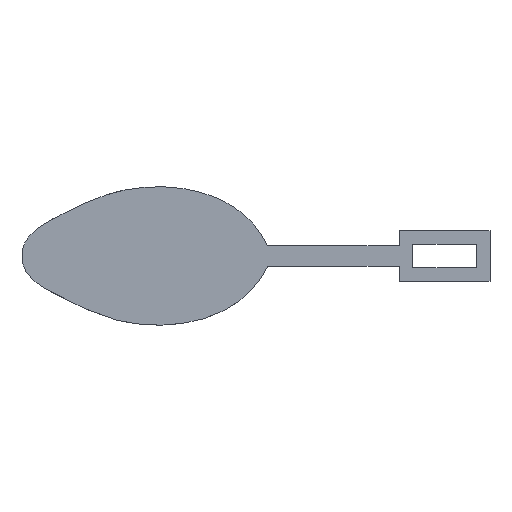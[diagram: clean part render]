
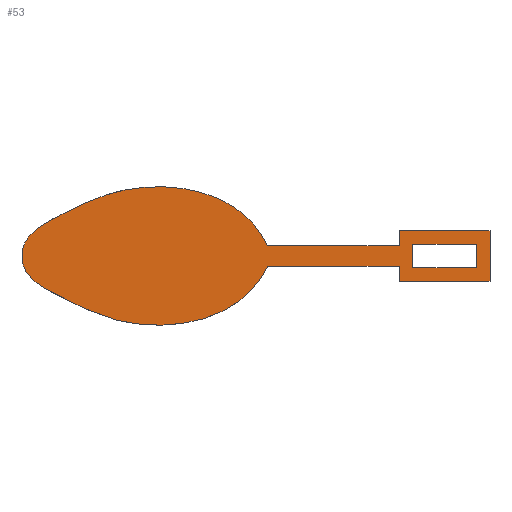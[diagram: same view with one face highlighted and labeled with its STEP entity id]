
A CAD part, top view. The second image highlights one B-rep face of the part: STEP entity #53.
In plain terms, the highlighted planar face has unit normal (0, 0, 1).
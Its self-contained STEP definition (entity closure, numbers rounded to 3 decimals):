
#53=ADVANCED_FACE('',(#69,#71),#73,.T.);
#69=FACE_BOUND('',#70,.T.);
#70=EDGE_LOOP('',(#183,#184,#185,#186,#187,#188,#189,#190,#191,#192));
#71=FACE_BOUND('',#72,.T.);
#72=EDGE_LOOP('',(#193,#194,#195,#196));
#73=PLANE('',#74);
#74=AXIS2_PLACEMENT_3D('',#75,#76,#77);
#75=CARTESIAN_POINT('',(0.,0.,2.));
#76=DIRECTION('',(0.,0.,1.));
#77=DIRECTION('',(-1.,0.,0.));
#183=ORIENTED_EDGE('',*,*,#279,.T.);
#184=ORIENTED_EDGE('',*,*,#280,.T.);
#185=ORIENTED_EDGE('',*,*,#281,.T.);
#186=ORIENTED_EDGE('',*,*,#282,.T.);
#187=ORIENTED_EDGE('',*,*,#283,.T.);
#188=ORIENTED_EDGE('',*,*,#284,.T.);
#189=ORIENTED_EDGE('',*,*,#285,.T.);
#190=ORIENTED_EDGE('',*,*,#286,.T.);
#191=ORIENTED_EDGE('',*,*,#287,.T.);
#192=ORIENTED_EDGE('',*,*,#288,.T.);
#193=ORIENTED_EDGE('',*,*,#289,.T.);
#194=ORIENTED_EDGE('',*,*,#290,.T.);
#195=ORIENTED_EDGE('',*,*,#291,.T.);
#196=ORIENTED_EDGE('',*,*,#292,.T.);
#279=EDGE_CURVE('',#321,#322,#323,.T.);
#280=EDGE_CURVE('',#322,#324,#325,.T.);
#281=EDGE_CURVE('',#324,#326,#327,.T.);
#282=EDGE_CURVE('',#326,#328,#329,.T.);
#283=EDGE_CURVE('',#328,#330,#331,.T.);
#284=EDGE_CURVE('',#330,#332,#333,.T.);
#285=EDGE_CURVE('',#332,#334,#335,.T.);
#286=EDGE_CURVE('',#334,#336,#337,.T.);
#287=EDGE_CURVE('',#336,#338,#339,.T.);
#288=EDGE_CURVE('',#338,#321,#340,.T.);
#289=EDGE_CURVE('',#341,#342,#343,.T.);
#290=EDGE_CURVE('',#342,#344,#345,.T.);
#291=EDGE_CURVE('',#344,#346,#347,.T.);
#292=EDGE_CURVE('',#346,#341,#348,.T.);
#321=VERTEX_POINT('',#391);
#322=VERTEX_POINT('',#392);
#323=LINE('',#393,#394);
#324=VERTEX_POINT('',#396);
#325=LINE('',#397,#398);
#326=VERTEX_POINT('',#400);
#327=B_SPLINE_CURVE_WITH_KNOTS('',3,
(#401,#402,#403,#404,#405,#406),
.UNSPECIFIED.,.F.,.F.,
(4,1,1,4),
(0.,0.586,0.822,1.),
.UNSPECIFIED.);
#328=VERTEX_POINT('',#407);
#329=LINE('',#408,#409);
#330=VERTEX_POINT('',#411);
#331=B_SPLINE_CURVE_WITH_KNOTS('',3,
(#412,#413,#414,#415,#416,#417),
.UNSPECIFIED.,.F.,.F.,
(4,1,1,4),
(0.,0.178,0.414,1.),
.UNSPECIFIED.);
#332=VERTEX_POINT('',#418);
#333=LINE('',#419,#420);
#334=VERTEX_POINT('',#422);
#335=LINE('',#423,#424);
#336=VERTEX_POINT('',#426);
#337=LINE('',#427,#428);
#338=VERTEX_POINT('',#430);
#339=LINE('',#431,#432);
#340=LINE('',#434,#435);
#341=VERTEX_POINT('',#437);
#342=VERTEX_POINT('',#438);
#343=LINE('',#439,#440);
#344=VERTEX_POINT('',#442);
#345=LINE('',#443,#444);
#346=VERTEX_POINT('',#446);
#347=LINE('',#447,#448);
#348=LINE('',#450,#451);
#391=CARTESIAN_POINT('',(-7.5,1.5,2.));
#392=CARTESIAN_POINT('',(-7.5,0.,2.));
#393=CARTESIAN_POINT('',(-7.5,1.5,2.));
#394=VECTOR('',#395,1.);
#395=DIRECTION('',(0.,-1.,0.));
#396=CARTESIAN_POINT('',(-20.54,0.,2.));
#397=CARTESIAN_POINT('',(-7.5,0.,2.));
#398=VECTOR('',#399,1.);
#399=DIRECTION('',(-1.,0.,0.));
#400=CARTESIAN_POINT('',(-44.863,-0.553,2.));
#401=CARTESIAN_POINT('',(-20.54,0.,2.));
#402=CARTESIAN_POINT('',(-23.017,5.419,2.));
#403=CARTESIAN_POINT('',(-32.773,7.188,2.));
#404=CARTESIAN_POINT('',(-40.726,3.258,2.));
#405=CARTESIAN_POINT('',(-44.523,1.244,2.));
#406=CARTESIAN_POINT('',(-44.863,-0.553,2.));
#407=CARTESIAN_POINT('',(-44.863,-1.447,2.));
#408=CARTESIAN_POINT('',(-44.863,-0.553,2.));
#409=VECTOR('',#410,1.);
#410=DIRECTION('',(0.,-1.,0.));
#411=CARTESIAN_POINT('',(-20.54,-2.,2.));
#412=CARTESIAN_POINT('',(-44.863,-1.447,2.));
#413=CARTESIAN_POINT('',(-44.523,-3.244,2.));
#414=CARTESIAN_POINT('',(-40.726,-5.258,2.));
#415=CARTESIAN_POINT('',(-32.773,-9.188,2.));
#416=CARTESIAN_POINT('',(-23.017,-7.419,2.));
#417=CARTESIAN_POINT('',(-20.54,-2.,2.));
#418=CARTESIAN_POINT('',(-7.5,-2.,2.));
#419=CARTESIAN_POINT('',(-20.54,-2.,2.));
#420=VECTOR('',#421,1.);
#421=DIRECTION('',(1.,0.,0.));
#422=CARTESIAN_POINT('',(-7.5,-3.5,2.));
#423=CARTESIAN_POINT('',(-7.5,-2.,2.));
#424=VECTOR('',#425,1.);
#425=DIRECTION('',(0.,-1.,0.));
#426=CARTESIAN_POINT('',(1.5,-3.5,2.));
#427=CARTESIAN_POINT('',(-7.5,-3.5,2.));
#428=VECTOR('',#429,1.);
#429=DIRECTION('',(1.,0.,0.));
#430=CARTESIAN_POINT('',(1.5,1.5,2.));
#431=CARTESIAN_POINT('',(1.5,-3.5,2.));
#432=VECTOR('',#433,1.);
#433=DIRECTION('',(0.,1.,0.));
#434=CARTESIAN_POINT('',(1.5,1.5,2.));
#435=VECTOR('',#436,1.);
#436=DIRECTION('',(-1.,0.,0.));
#437=CARTESIAN_POINT('',(-6.15,0.15,2.));
#438=CARTESIAN_POINT('',(0.15,0.15,2.));
#439=CARTESIAN_POINT('',(-6.15,0.15,2.));
#440=VECTOR('',#441,1.);
#441=DIRECTION('',(1.,0.,0.));
#442=CARTESIAN_POINT('',(0.15,-2.15,2.));
#443=CARTESIAN_POINT('',(0.15,0.15,2.));
#444=VECTOR('',#445,1.);
#445=DIRECTION('',(0.,-1.,0.));
#446=CARTESIAN_POINT('',(-6.15,-2.15,2.));
#447=CARTESIAN_POINT('',(0.15,-2.15,2.));
#448=VECTOR('',#449,1.);
#449=DIRECTION('',(-1.,0.,0.));
#450=CARTESIAN_POINT('',(-6.15,-2.15,2.));
#451=VECTOR('',#452,1.);
#452=DIRECTION('',(0.,1.,0.));
